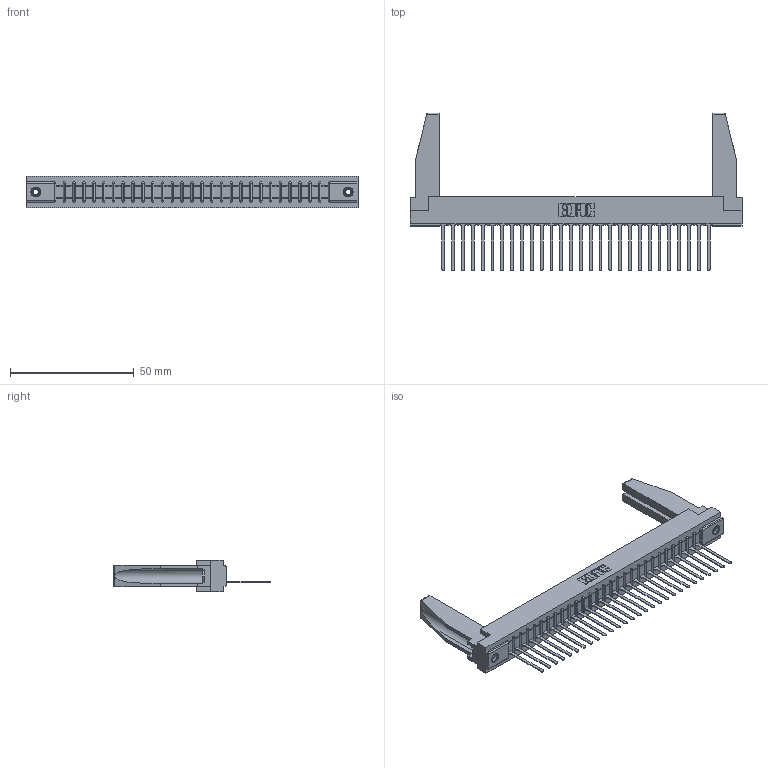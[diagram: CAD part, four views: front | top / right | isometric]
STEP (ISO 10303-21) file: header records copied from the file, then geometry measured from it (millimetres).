
FILE_DESCRIPTION (( 'STEP AP203' ), '1' );
FILE_NAME ('307-028-445-178.STEP', '2020-09-28T06:43:30', ( '' ), ( '' ), 'SwSTEP 2.0', 'SolidWorks 2020', '' );
FILE_SCHEMA (( 'CONFIG_CONTROL_DESIGN' ));
Length unit declared in the file: inch
Products named in the file (5): 307 Part_.156 Dia Mounting Holes; 307-220-078; 307-290-001_545; 345-250-001_345-250-001-102; 307-028-445-178
Assembly tree (33 placements, depth 2):
  307-028-445-178
    307 Part_.156 Dia Mounting Holes
    307-290-001_545  x28
    307-220-078  x2
    345-250-001_345-250-001-102  x2
Bounding box: 133.96 x 63.7 x 12.7 mm (x, y, z)
Volume: 17934.2 mm3; surface area: 19163.8 mm2
Topology: 33 solids, 33 shells, 1845 faces, 5189 edges, 3334 vertices
Faces by surface type: plane 1190, cylinder 581, sphere 58, cone 12, torus 4
Entity records: 28137 total; most frequent: CARTESIAN_POINT 4734, ORIENTED_EDGE 4676, DIRECTION 4568, EDGE_CURVE 2338, LINE 1792, VECTOR 1792, VERTEX_POINT 1512, AXIS2_PLACEMENT_3D 1388
